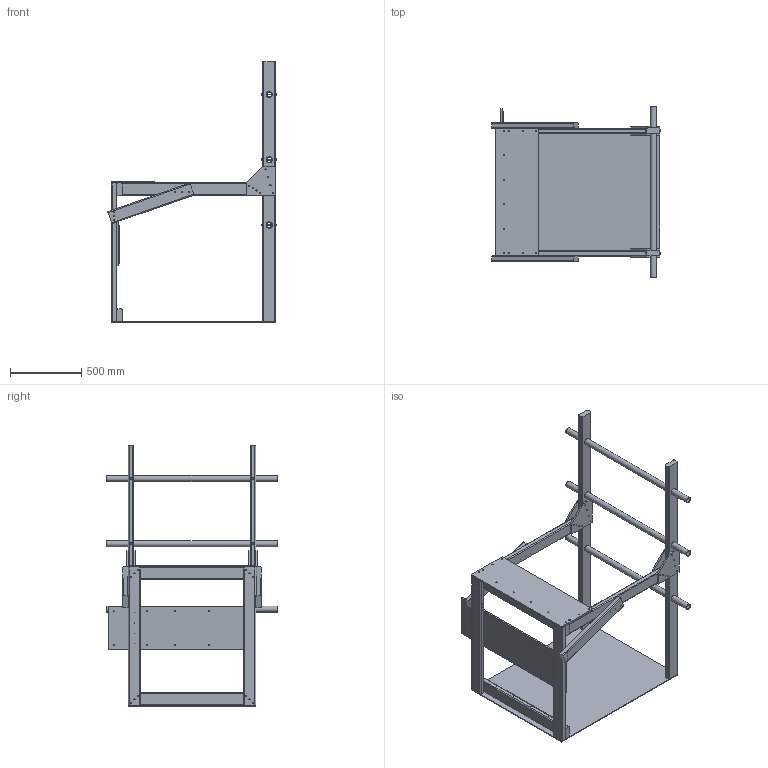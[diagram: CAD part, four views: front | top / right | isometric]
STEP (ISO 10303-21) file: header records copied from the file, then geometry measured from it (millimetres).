
FILE_DESCRIPTION(/* description */ ('STEP AP242 Edition 2','CAx-IF Rec.Pracs.---Representation and Presentation of Product Manufacturing Information (PMI)---4.0---2014-10-13','CAx-IF Rec.Pracs.---3D Tessellated Geometry---0.4---2014-09-14','2;1','CAx-IF Rec.Pracs.---User Defined Attributes---1.5---2016-08-15'),/* implementation_level */ '2;1');
FILE_NAME(/* name */ '695e8f988a81bfd8ba12a0a1',/* time_stamp */ '2026-01-07T16:53:44Z',/* author */ (''),/* organization */ (''),/* preprocessor_version */ 'ST-DEVELOPER v20',/* originating_system */ 'ONSHAPE BY PTC INC, 1.208',/* authorisation */ ' ');
FILE_SCHEMA (('AP242_MANAGED_MODEL_BASED_3D_ENGINEERING_MIM_LF { 1 0 10303 442 3 1 4 }'));
Length unit declared in the file: metre
Products named in the file (20): TE-26500: TE Tower; 90031A203: 1.5" Phillips Flat Head Wood Screw; 90031A203: 2.5" Phillips Flat Head Wood Screw; TE-26501: Tower Bottom Base Plate; TE-26505: Tower Horizontal Support Beam; TE-26502: Tower Upright Beam; TE-26503: Tower Upright Support Beam; TE-26509: Tower Rung; TE-26508: Tower Upright Support Plate; TE-26507: Tower Top Support Plate; Hex lock nut with nylon insert 1/4-20; TE-26504: Tower Vertical Support Beam; TE-26510: Tower April Tag Plate; Hex bolt 1/4-20 x 4; FE-00083-ID16: AprilTag, ID 16 <1>; FE-00083-ID16-Vinyl: AprilTag Vinyl; FE-00082: AprilTag Base Poly; TE-26506: Tower Angle Support Beam; FE-00083-ID15: AprilTag, ID 15 <1>; FE-00083-ID15-Vinyl: AprilTag Vinyl
Assembly tree (116 placements, depth 3):
  TE-26500: TE Tower
    90031A203: 1.5" Phillips Flat Head Wood Screw  x52
    90031A203: 2.5" Phillips Flat Head Wood Screw  x24
    TE-26501: Tower Bottom Base Plate
    TE-26505: Tower Horizontal Support Beam  x2
    TE-26502: Tower Upright Beam  x2
    TE-26503: Tower Upright Support Beam  x2
    TE-26509: Tower Rung  x3
    TE-26508: Tower Upright Support Plate  x4
    TE-26507: Tower Top Support Plate
    Hex lock nut with nylon insert 1/4-20  x6
    TE-26504: Tower Vertical Support Beam  x2
    TE-26510: Tower April Tag Plate
    Hex bolt 1/4-20 x 4  x6
    FE-00083-ID16: AprilTag, ID 16 <1>
      FE-00083-ID16-Vinyl: AprilTag Vinyl  x2
      FE-00082: AprilTag Base Poly
    TE-26506: Tower Angle Support Beam  x2
    FE-00083-ID15: AprilTag, ID 15 <1>
      FE-00083-ID15-Vinyl: AprilTag Vinyl  x2
      FE-00082: AprilTag Base Poly
Bounding box: 1180.24 x 1193.8 x 1828.01 mm (x, y, z)
Volume: 51917687.3 mm3; surface area: 8100471.4 mm2
Topology: 114 solids, 114 shells, 3356 faces, 8917 edges, 5769 vertices
Faces by surface type: plane 2270, cylinder 604, cone 470, torus 12
Full cylindrical faces by diameter (mm): 2.381 x218, 2.812 x76, 4.166 x76, 5.715 x6, 6.35 x6, 6.747 x24, 6.756 x16, 8.363 x6, 8.433 x76, 11.151 x6, 35.052 x3, 42.164 x3, 44.45 x6
Entity records: 13485 total; most frequent: CARTESIAN_POINT 2323, DIRECTION 2279, ORIENTED_EDGE 1726, AXIS2_PLACEMENT_3D 936, EDGE_CURVE 863, FACE_BOUND 849, EDGE_LOOP 827, VERTEX_POINT 682
